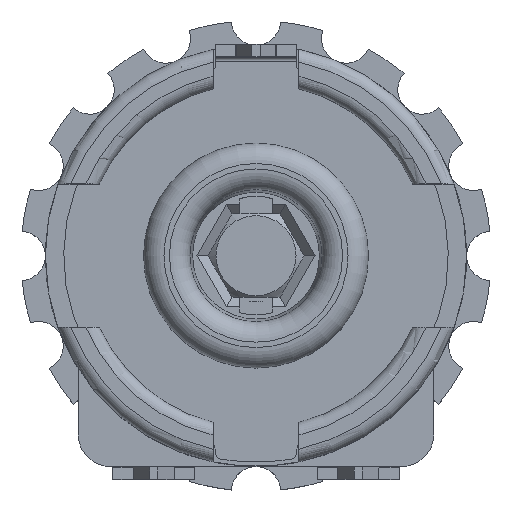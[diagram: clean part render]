
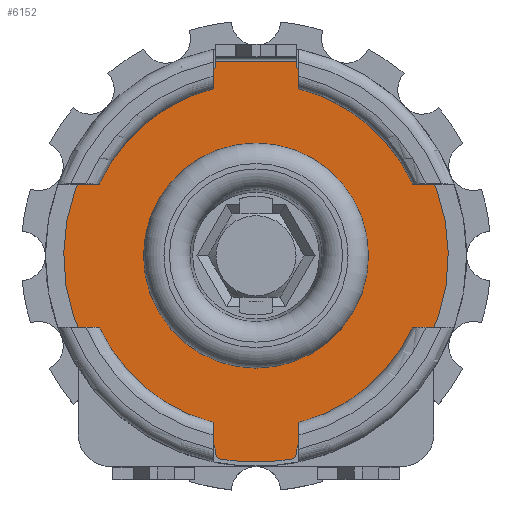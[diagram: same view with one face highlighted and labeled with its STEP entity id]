
A CAD part, top view. The second image highlights one B-rep face of the part: STEP entity #6152.
In plain terms, the highlighted planar face has unit normal (0, 0, 1).
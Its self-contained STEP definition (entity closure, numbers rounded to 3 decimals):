
#285 = EDGE_CURVE ( 'NONE', #19242, #9553, #10457, .T. ) ;
#472 = CARTESIAN_POINT ( 'NONE',  ( 1.17, -4.727, 0.3 ) ) ;
#499 = ORIENTED_EDGE ( 'NONE', *, *, #9766, .T. ) ;
#652 = ORIENTED_EDGE ( 'NONE', *, *, #7705, .T. ) ;
#677 = DIRECTION ( 'NONE',  ( -1., 0., 0. ) ) ;
#758 = CIRCLE ( 'NONE', #12377, 4.7 ) ;
#773 = CARTESIAN_POINT ( 'NONE',  ( 1., -4.809, 0.3 ) ) ;
#860 = EDGE_CURVE ( 'NONE', #15713, #15587, #18690, .T. ) ;
#872 = DIRECTION ( 'NONE',  ( -1., 0., 0. ) ) ;
#1146 = AXIS2_PLACEMENT_3D ( 'NONE', #15275, #18381, #10421 ) ;
#1176 = ORIENTED_EDGE ( 'NONE', *, *, #16895, .F. ) ;
#1507 = CARTESIAN_POINT ( 'NONE',  ( 1., -4.727, 0.3 ) ) ;
#1676 = ORIENTED_EDGE ( 'NONE', *, *, #7874, .T. ) ;
#1710 = EDGE_LOOP ( 'NONE', ( #15841, #652, #13493, #15125, #499, #18640, #1676, #17538, #7498, #9370, #19485, #9883 ) ) ;
#2246 = LINE ( 'NONE', #4420, #9437 ) ;
#3120 = DIRECTION ( 'NONE',  ( 1., 0., 0. ) ) ;
#3196 = LINE ( 'NONE', #773, #18580 ) ;
#3370 = CARTESIAN_POINT ( 'NONE',  ( -0.859, -4.976, 0.3 ) ) ;
#4055 = DIRECTION ( 'NONE',  ( 0., -1., 0. ) ) ;
#4420 = CARTESIAN_POINT ( 'NONE',  ( 0.33, 4.754, 0.3 ) ) ;
#4651 = DIRECTION ( 'NONE',  ( 0., 0., 1. ) ) ;
#4879 = CIRCLE ( 'NONE', #18804, 0.17 ) ;
#5456 = CARTESIAN_POINT ( 'NONE',  ( -1.17, -4.727, 0.3 ) ) ;
#5810 = CARTESIAN_POINT ( 'NONE',  ( 0., 0., 0.3 ) ) ;
#5990 = EDGE_CURVE ( 'NONE', #9553, #8042, #758, .T. ) ;
#6078 = CARTESIAN_POINT ( 'NONE',  ( -1., -4.809, 0.3 ) ) ;
#6152 = ADVANCED_FACE ( 'NONE', ( #10543, #18240 ), #7186, .F. ) ;
#6418 = AXIS2_PLACEMENT_3D ( 'NONE', #472, #8974, #15481 ) ;
#6731 = CARTESIAN_POINT ( 'NONE',  ( -1.129, -4.562, 0.3 ) ) ;
#7186 = PLANE ( 'NONE',  #20083 ) ;
#7283 = AXIS2_PLACEMENT_3D ( 'NONE', #10820, #17342, #7525 ) ;
#7498 = ORIENTED_EDGE ( 'NONE', *, *, #13705, .T. ) ;
#7525 = DIRECTION ( 'NONE',  ( 1., 0., 0. ) ) ;
#7565 = VERTEX_POINT ( 'NONE', #18382 ) ;
#7705 = EDGE_CURVE ( 'NONE', #14312, #7565, #2246, .T. ) ;
#7874 = EDGE_CURVE ( 'NONE', #15587, #10914, #4879, .T. ) ;
#7888 = DIRECTION ( 'NONE',  ( 0., 0., 1. ) ) ;
#7975 = DIRECTION ( 'NONE',  ( 0., -1., 0. ) ) ;
#8042 = VERTEX_POINT ( 'NONE', #18210 ) ;
#8071 = VERTEX_POINT ( 'NONE', #6731 ) ;
#8223 = LINE ( 'NONE', #14006, #13345 ) ;
#8294 = EDGE_CURVE ( 'NONE', #13134, #8071, #18794, .T. ) ;
#8378 = CARTESIAN_POINT ( 'NONE',  ( 0.859, -4.976, 0.3 ) ) ;
#8859 = EDGE_CURVE ( 'NONE', #10914, #20319, #9268, .T. ) ;
#8940 = VECTOR ( 'NONE', #7975, 1000. ) ;
#8974 = DIRECTION ( 'NONE',  ( 0., 0., -1. ) ) ;
#9268 = CIRCLE ( 'NONE', #20993, 5.05 ) ;
#9370 = ORIENTED_EDGE ( 'NONE', *, *, #16512, .T. ) ;
#9437 = VECTOR ( 'NONE', #20927, 1000. ) ;
#9553 = VERTEX_POINT ( 'NONE', #16435 ) ;
#9649 = CIRCLE ( 'NONE', #7283, 0.17 ) ;
#9682 = AXIS2_PLACEMENT_3D ( 'NONE', #5810, #15554, #677 ) ;
#9766 = EDGE_CURVE ( 'NONE', #8071, #15713, #12573, .T. ) ;
#9813 = EDGE_CURVE ( 'NONE', #8042, #14312, #8223, .T. ) ;
#9883 = ORIENTED_EDGE ( 'NONE', *, *, #5990, .T. ) ;
#10421 = DIRECTION ( 'NONE',  ( 1., 0., 0. ) ) ;
#10457 = CIRCLE ( 'NONE', #6418, 0.17 ) ;
#10543 = FACE_OUTER_BOUND ( 'NONE', #1710, .T. ) ;
#10635 = EDGE_LOOP ( 'NONE', ( #1176 ) ) ;
#10820 = CARTESIAN_POINT ( 'NONE',  ( 0.83, -4.809, 0.3 ) ) ;
#10894 = CARTESIAN_POINT ( 'NONE',  ( -1., 7.05, 0.3 ) ) ;
#10914 = VERTEX_POINT ( 'NONE', #3370 ) ;
#11388 = CIRCLE ( 'NONE', #9682, 2.6 ) ;
#11943 = CARTESIAN_POINT ( 'NONE',  ( -2.6, 0., 0.3 ) ) ;
#12377 = AXIS2_PLACEMENT_3D ( 'NONE', #16277, #4651, #14434 ) ;
#12573 = CIRCLE ( 'NONE', #17669, 0.17 ) ;
#13134 = VERTEX_POINT ( 'NONE', #20157 ) ;
#13345 = VECTOR ( 'NONE', #19009, 1000. ) ;
#13493 = ORIENTED_EDGE ( 'NONE', *, *, #21021, .T. ) ;
#13705 = EDGE_CURVE ( 'NONE', #20319, #13747, #9649, .T. ) ;
#13747 = VERTEX_POINT ( 'NONE', #16105 ) ;
#13794 = CARTESIAN_POINT ( 'NONE',  ( 0.33, 9.812, 0.3 ) ) ;
#14006 = CARTESIAN_POINT ( 'NONE',  ( 1., 7.05, 0.3 ) ) ;
#14312 = VERTEX_POINT ( 'NONE', #21031 ) ;
#14434 = DIRECTION ( 'NONE',  ( 1., 0., 0. ) ) ;
#15087 = VERTEX_POINT ( 'NONE', #11943 ) ;
#15125 = ORIENTED_EDGE ( 'NONE', *, *, #8294, .T. ) ;
#15271 = DIRECTION ( 'NONE',  ( -1., 0., 0. ) ) ;
#15275 = CARTESIAN_POINT ( 'NONE',  ( 0., 0., 0.3 ) ) ;
#15423 = DIRECTION ( 'NONE',  ( 0., 0., -1. ) ) ;
#15481 = DIRECTION ( 'NONE',  ( -1., 0., 0. ) ) ;
#15554 = DIRECTION ( 'NONE',  ( 0., 0., 1. ) ) ;
#15587 = VERTEX_POINT ( 'NONE', #6078 ) ;
#15713 = VERTEX_POINT ( 'NONE', #17978 ) ;
#15841 = ORIENTED_EDGE ( 'NONE', *, *, #9813, .T. ) ;
#16105 = CARTESIAN_POINT ( 'NONE',  ( 1., -4.809, 0.3 ) ) ;
#16277 = CARTESIAN_POINT ( 'NONE',  ( 0., 0., 0.3 ) ) ;
#16435 = CARTESIAN_POINT ( 'NONE',  ( 1.129, -4.562, 0.3 ) ) ;
#16512 = EDGE_CURVE ( 'NONE', #13747, #19242, #3196, .T. ) ;
#16895 = EDGE_CURVE ( 'NONE', #15087, #15087, #11388, .T. ) ;
#16998 = DIRECTION ( 'NONE',  ( 0., 0., -1. ) ) ;
#17226 = DIRECTION ( 'NONE',  ( 0., 1., 0. ) ) ;
#17342 = DIRECTION ( 'NONE',  ( 0., 0., 1. ) ) ;
#17343 = CARTESIAN_POINT ( 'NONE',  ( 0., 0., 0.3 ) ) ;
#17538 = ORIENTED_EDGE ( 'NONE', *, *, #8859, .T. ) ;
#17669 = AXIS2_PLACEMENT_3D ( 'NONE', #5456, #15423, #20295 ) ;
#17978 = CARTESIAN_POINT ( 'NONE',  ( -1., -4.727, 0.3 ) ) ;
#18210 = CARTESIAN_POINT ( 'NONE',  ( 1., 4.592, 0.3 ) ) ;
#18240 = FACE_BOUND ( 'NONE', #10635, .T. ) ;
#18381 = DIRECTION ( 'NONE',  ( 0., 0., 1. ) ) ;
#18382 = CARTESIAN_POINT ( 'NONE',  ( -1., 4.754, 0.3 ) ) ;
#18580 = VECTOR ( 'NONE', #17226, 1000. ) ;
#18640 = ORIENTED_EDGE ( 'NONE', *, *, #860, .T. ) ;
#18690 = LINE ( 'NONE', #19584, #8940 ) ;
#18705 = VECTOR ( 'NONE', #4055, 1000. ) ;
#18794 = CIRCLE ( 'NONE', #1146, 4.7 ) ;
#18804 = AXIS2_PLACEMENT_3D ( 'NONE', #19639, #7888, #3120 ) ;
#19009 = DIRECTION ( 'NONE',  ( 0., 1., 0. ) ) ;
#19242 = VERTEX_POINT ( 'NONE', #1507 ) ;
#19485 = ORIENTED_EDGE ( 'NONE', *, *, #285, .T. ) ;
#19584 = CARTESIAN_POINT ( 'NONE',  ( -1., -4.809, 0.3 ) ) ;
#19639 = CARTESIAN_POINT ( 'NONE',  ( -0.83, -4.809, 0.3 ) ) ;
#20083 = AXIS2_PLACEMENT_3D ( 'NONE', #13794, #16998, #15271 ) ;
#20157 = CARTESIAN_POINT ( 'NONE',  ( -1., 4.592, 0.3 ) ) ;
#20295 = DIRECTION ( 'NONE',  ( 1., 0., 0. ) ) ;
#20319 = VERTEX_POINT ( 'NONE', #8378 ) ;
#20413 = DIRECTION ( 'NONE',  ( 0., 0., 1. ) ) ;
#20747 = LINE ( 'NONE', #10894, #18705 ) ;
#20927 = DIRECTION ( 'NONE',  ( -1., 0., 0. ) ) ;
#20993 = AXIS2_PLACEMENT_3D ( 'NONE', #17343, #20413, #872 ) ;
#21021 = EDGE_CURVE ( 'NONE', #7565, #13134, #20747, .T. ) ;
#21031 = CARTESIAN_POINT ( 'NONE',  ( 1., 4.754, 0.3 ) ) ;
